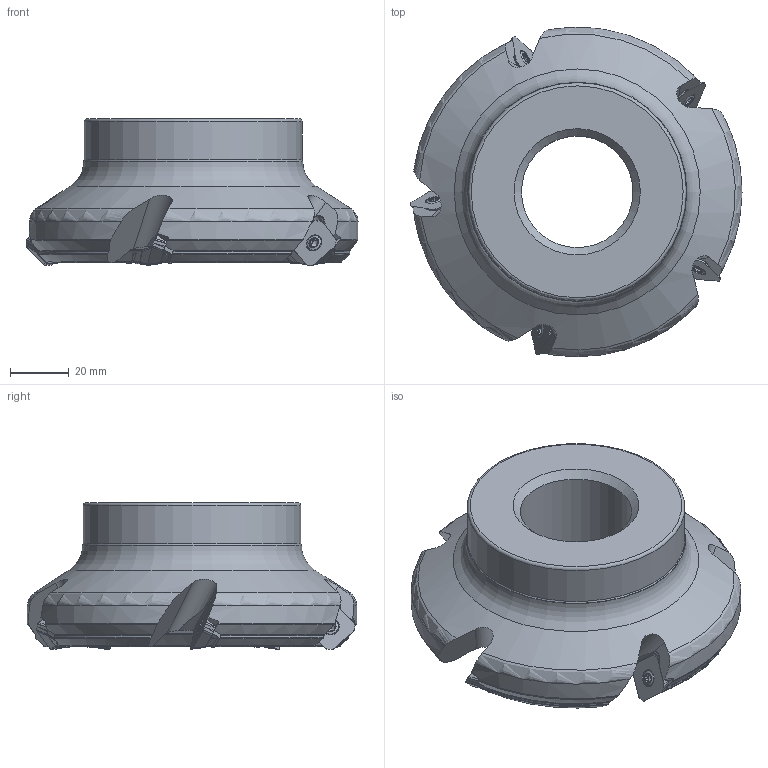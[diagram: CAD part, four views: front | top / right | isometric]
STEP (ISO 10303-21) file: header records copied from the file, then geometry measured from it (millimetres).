
FILE_DESCRIPTION(/* description */ (''),/* implementation_level */ '2;1');
FILE_NAME(/* name */ 'toolassembly_1.stp',/* time_stamp */ '2019-05-02T16:48:23+02:00',/* author */ (''),/* organization */ ('SMS'),/* preprocessor_version */ 'ST-DEVELOPER v15',/* originating_system */ 'SIEMENS PLM Software NX 8.5',/* authorisation */ '');
FILE_SCHEMA (('AUTOMOTIVE_DESIGN { 1 0 10303 214 3 1 1 1 }'));
Length unit declared in the file: millimetre
Products named in the file (4): CUT_20190502164740; NOCUT_20190502164709; ASSEMBLY_CONSTRUCTION; TOOLASSEMBLY_1
Assembly tree (7 placements, depth 2):
  TOOLASSEMBLY_1
    ASSEMBLY_CONSTRUCTION
    NOCUT_20190502164709
    CUT_20190502164740  x5
Bounding box: 113.43 x 112.59 x 50.02 mm (x, y, z)
Volume: 216029.2 mm3; surface area: 37056.9 mm2
Topology: 6 solids, 6 shells, 719 faces, 2179 edges, 1506 vertices
Faces by surface type: plane 268, extrusion 185, cone 91, cylinder 79, torus 76, sphere 20
Full cylindrical faces by diameter (mm): 3.5 x5, 4.1 x5, 5.25 x5, 38.112 x1, 56 x1, 74.386 x1, 74.886 x1
Entity records: 22751 total; most frequent: CARTESIAN_POINT 8843, ORIENTED_EDGE 2998, DIRECTION 2647, EDGE_CURVE 1499, AXIS2_PLACEMENT_3D 1054, VERTEX_POINT 1017, EDGE_LOOP 623, B_SPLINE_CURVE_WITH_KNOTS 564
